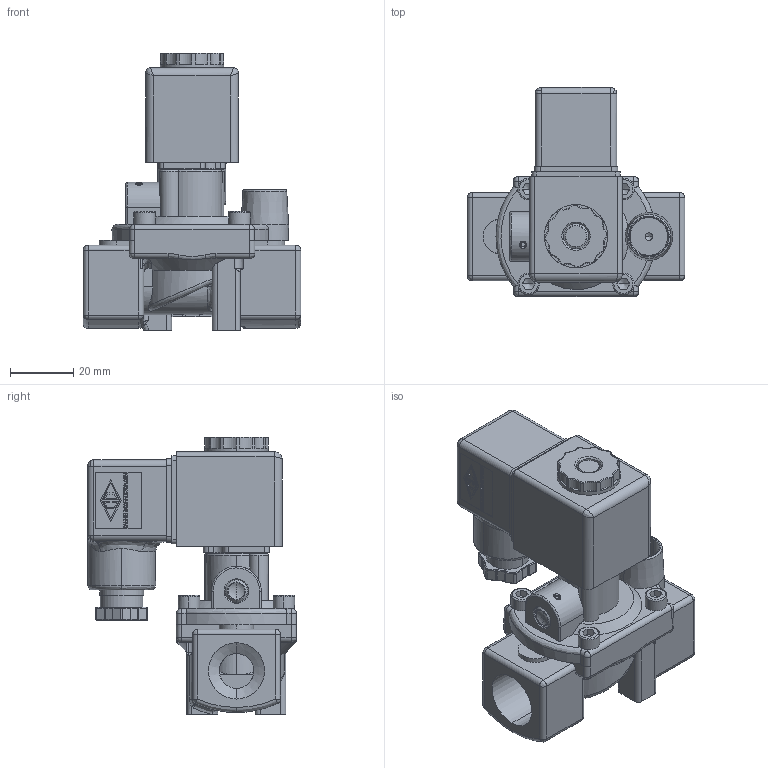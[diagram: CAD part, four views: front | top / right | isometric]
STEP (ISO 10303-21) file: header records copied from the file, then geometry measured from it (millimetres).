
FILE_DESCRIPTION (( 'STEP AP214' ), '1' );
FILE_NAME ('DVD-2AC4A-24A.step', '2016-04-27T15:06:05', ( '' ), ( '' ), 'SwSTEP 2.0', 'SolidWorks 2015', '' );
FILE_SCHEMA (( 'AUTOMOTIVE_DESIGN' ));
Length unit declared in the file: inch
Products named in the file (1): DVD-2AC4A-24A
Bounding box: 69.09 x 66.29 x 88.19 mm (x, y, z)
Volume: 92244.2 mm3; surface area: 44354.8 mm2
Topology: 9 solids, 9 shells, 1878 faces, 4866 edges, 3043 vertices
Faces by surface type: plane 872, bspline 463, cylinder 415, cone 122, torus 6
Entity records: 95617 total; most frequent: CARTESIAN_POINT 28623, ORIENTED_EDGE 9552, DIRECTION 7829, EDGE_CURVE 4776, VERTEX_POINT 3043, LINE 2729, VECTOR 2729, AXIS2_PLACEMENT_3D 2550
